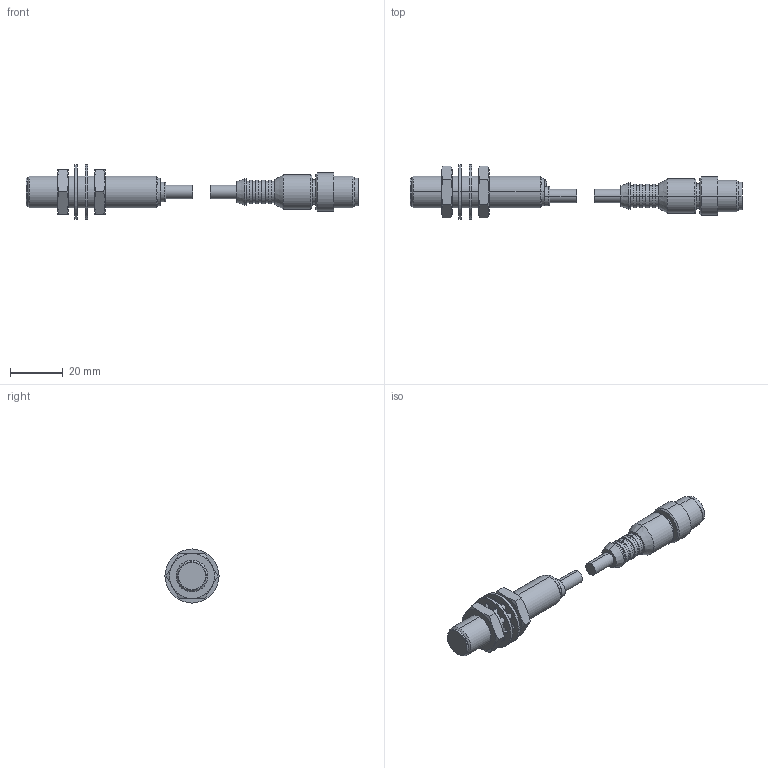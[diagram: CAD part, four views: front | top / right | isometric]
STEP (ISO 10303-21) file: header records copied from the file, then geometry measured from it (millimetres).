
FILE_DESCRIPTION (( 'STEP AP203' ), '1' );
FILE_NAME ('BALLUFF BES M12MI-PSC40B-BP00,3-GS04.STEP', '2023-10-29T23:43:23', ( '' ), ( '' ), 'SwSTEP 2.0', 'SolidWorks 2022', '' );
FILE_SCHEMA (( 'CONFIG_CONTROL_DESIGN' ));
Length unit declared in the file: millimetre
Products named in the file (5): BALLUFF Connector BES M12MI-PSC40B-BP00,3-GS04; BALLUFF BES M12MI-PSC40B-BP00,3-GS04; washers M12 x 1; Nut M12 x 1; BALLUFF BES M12MI-PSC40B-BP00,3-GS04_1
Assembly tree (6 placements, depth 2):
  BALLUFF BES M12MI-PSC40B-BP00,3-GS04
    BALLUFF Connector BES M12MI-PSC40B-BP00,3-GS04
    washers M12 x 1  x2
    Nut M12 x 1  x2
    BALLUFF BES M12MI-PSC40B-BP00,3-GS04_1
Bounding box: 126 x 20.5 x 20.5 mm (x, y, z)
Volume: 12125.4 mm3; surface area: 7196.7 mm2
Topology: 6 solids, 6 shells, 258 faces, 609 edges, 385 vertices
Faces by surface type: cylinder 101, plane 99, cone 54, torus 4
Entity records: 6135 total; most frequent: CARTESIAN_POINT 1183, DIRECTION 1001, ORIENTED_EDGE 854, EDGE_CURVE 427, AXIS2_PLACEMENT_3D 402, VERTEX_POINT 269, EDGE_LOOP 214, CIRCLE 205
